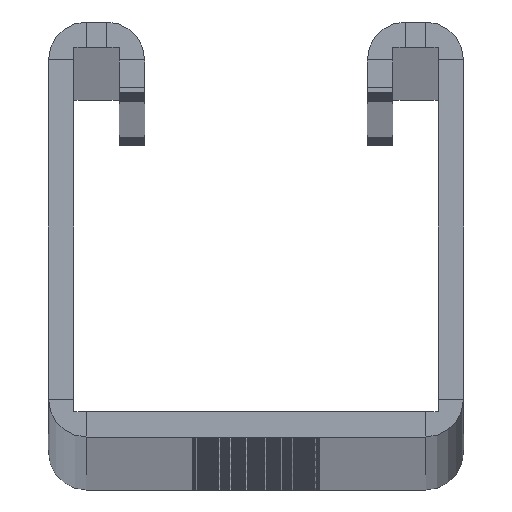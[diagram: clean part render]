
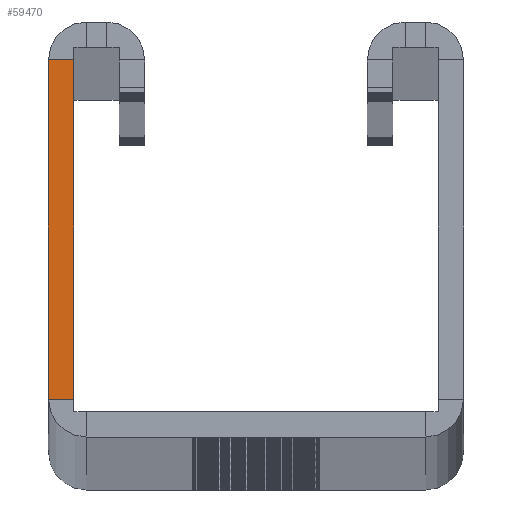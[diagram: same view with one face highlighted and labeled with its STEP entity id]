
A CAD part, top view. The second image highlights one B-rep face of the part: STEP entity #59470.
In plain terms, the highlighted planar face has unit normal (0, 0, 1).
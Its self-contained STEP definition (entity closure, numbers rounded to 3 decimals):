
#1687 = ORIENTED_EDGE ( 'NONE', *, *, #73307, .F. ) ;
#3679 = VERTEX_POINT ( 'NONE', #68049 ) ;
#4187 = EDGE_CURVE ( 'NONE', #38447, #30944, #4307, .T. ) ;
#4307 = LINE ( 'NONE', #68221, #71295 ) ;
#6292 = LINE ( 'NONE', #45676, #28299 ) ;
#8816 = AXIS2_PLACEMENT_3D ( 'NONE', #23258, #66585, #54527 ) ;
#13258 = CARTESIAN_POINT ( 'NONE',  ( -18., 37.25, 0. ) ) ;
#20395 = LINE ( 'NONE', #52047, #67296 ) ;
#23258 = CARTESIAN_POINT ( 'NONE',  ( -16.75, 2.5, 0. ) ) ;
#28299 = VECTOR ( 'NONE', #54210, 1000. ) ;
#30944 = VERTEX_POINT ( 'NONE', #71598 ) ;
#31099 = CARTESIAN_POINT ( 'NONE',  ( -18., 37.25, 0. ) ) ;
#32255 = VERTEX_POINT ( 'NONE', #31099 ) ;
#33315 = DIRECTION ( 'NONE',  ( 0., 1., 0. ) ) ;
#34702 = CARTESIAN_POINT ( 'NONE',  ( -20.5, 3.75, 0. ) ) ;
#35466 = ORIENTED_EDGE ( 'NONE', *, *, #72140, .T. ) ;
#35808 = PLANE ( 'NONE',  #8816 ) ;
#37135 = ORIENTED_EDGE ( 'NONE', *, *, #60010, .T. ) ;
#38447 = VERTEX_POINT ( 'NONE', #34702 ) ;
#45676 = CARTESIAN_POINT ( 'NONE',  ( -18., 0., 0. ) ) ;
#47170 = ORIENTED_EDGE ( 'NONE', *, *, #4187, .T. ) ;
#52047 = CARTESIAN_POINT ( 'NONE',  ( -20.5, 0., 0. ) ) ;
#53226 = FACE_OUTER_BOUND ( 'NONE', #63803, .T. ) ;
#54210 = DIRECTION ( 'NONE',  ( 0., 1., 0. ) ) ;
#54527 = DIRECTION ( 'NONE',  ( 1., 0., 0. ) ) ;
#55653 = DIRECTION ( 'NONE',  ( 1., 0., 0. ) ) ;
#59470 = ADVANCED_FACE ( 'NONE', ( #53226 ), #35808, .T. ) ;
#60010 = EDGE_CURVE ( 'NONE', #30944, #32255, #6292, .T. ) ;
#63803 = EDGE_LOOP ( 'NONE', ( #1687, #47170, #37135, #35466 ) ) ;
#66585 = DIRECTION ( 'NONE',  ( 0., 0., 1. ) ) ;
#67296 = VECTOR ( 'NONE', #33315, 1000. ) ;
#68049 = CARTESIAN_POINT ( 'NONE',  ( -20.5, 37.25, 0. ) ) ;
#68221 = CARTESIAN_POINT ( 'NONE',  ( -20.5, 3.75, 0. ) ) ;
#71295 = VECTOR ( 'NONE', #55653, 1000. ) ;
#71598 = CARTESIAN_POINT ( 'NONE',  ( -18., 3.75, 0. ) ) ;
#72140 = EDGE_CURVE ( 'NONE', #32255, #3679, #74261, .T. ) ;
#72356 = VECTOR ( 'NONE', #74493, 1000. ) ;
#73307 = EDGE_CURVE ( 'NONE', #38447, #3679, #20395, .T. ) ;
#74261 = LINE ( 'NONE', #13258, #72356 ) ;
#74493 = DIRECTION ( 'NONE',  ( -1., 0., 0. ) ) ;
